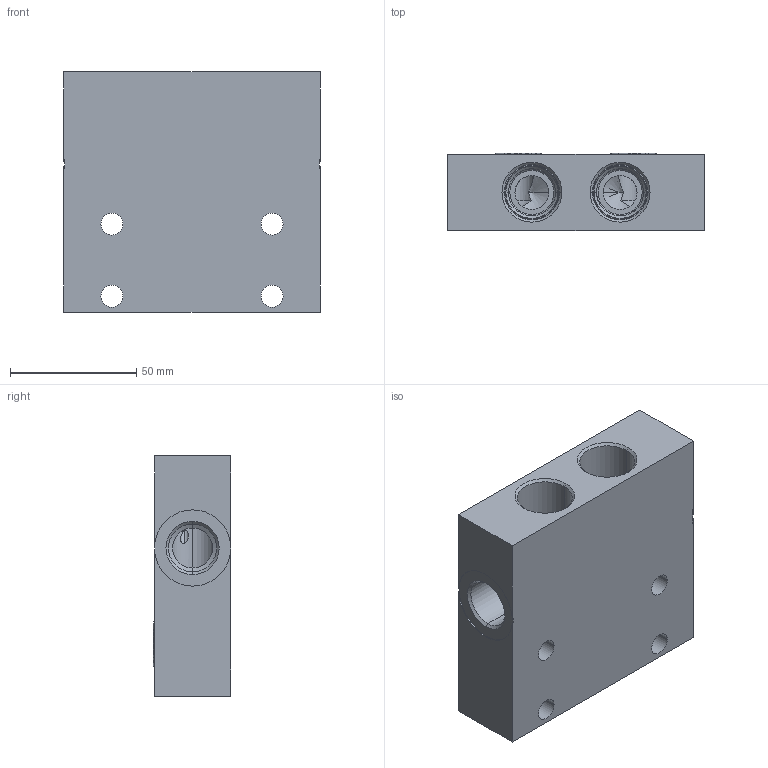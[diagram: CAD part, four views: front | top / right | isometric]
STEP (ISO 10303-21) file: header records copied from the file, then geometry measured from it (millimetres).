
FILE_DESCRIPTION((''),'2;1');
FILE_NAME('VTS_ASM','2020-10-05T',('ProEService'),(''),'PRO/ENGINEER BY PARAMETRIC TECHNOLOGY CORPORATION, 2014200','PRO/ENGINEER BY PARAMETRIC TECHNOLOGY CORPORATION, 2014200','');
FILE_SCHEMA(('CONFIG_CONTROL_DESIGN'));
Length unit declared in the file: inch
Products named in the file (3): 152-925-003; 500-001-113; VTS_ASM
Assembly tree (3 placements, depth 2):
  VTS_ASM
    152-925-003
    500-001-113  x2
Bounding box: 101.6 x 30.63 x 95.25 mm (x, y, z)
Volume: 227139.3 mm3; surface area: 46720.1 mm2
Topology: 3 solids, 3 shells, 124 faces, 473 edges, 435 vertices
Faces by surface type: cylinder 56, cone 40, plane 16, revolution 8, torus 4
Entity records: 5636 total; most frequent: CARTESIAN_POINT 1822, DIRECTION 801, ORIENTED_EDGE 568, VECTOR 291, LINE 291, EDGE_CURVE 284, AXIS2_PLACEMENT_3D 253, TRIMMED_CURVE 171
